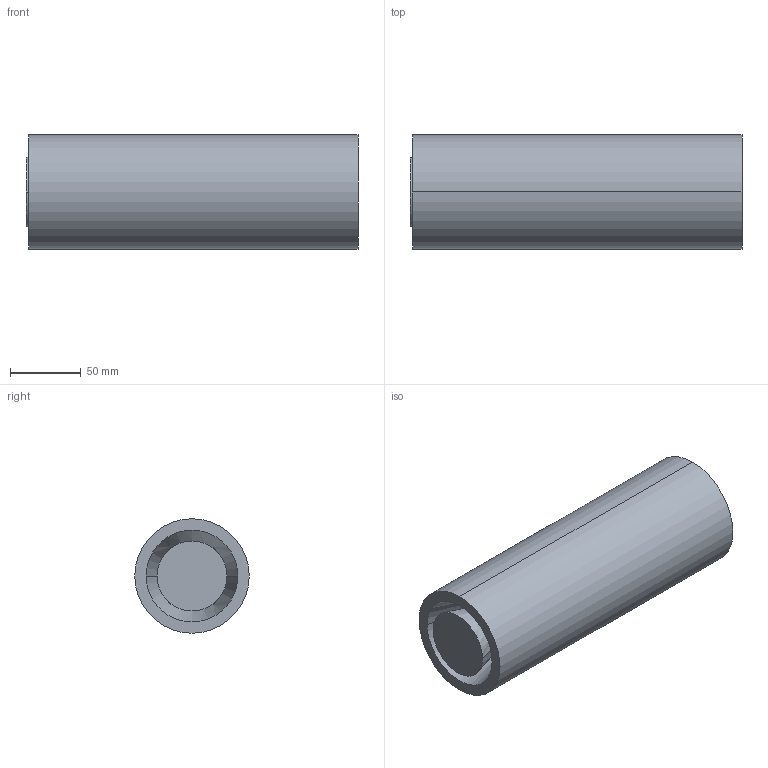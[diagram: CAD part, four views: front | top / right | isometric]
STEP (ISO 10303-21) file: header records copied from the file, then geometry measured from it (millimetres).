
FILE_DESCRIPTION (( 'STEP AP203' ), '1' );
FILE_NAME ('EngineMould_FAC-3.STEP', '2024-07-01T20:34:23', ( '' ), ( '' ), 'SwSTEP 2.0', 'SolidWorks 2023', '' );
FILE_SCHEMA (( 'CONFIG_CONTROL_DESIGN' ));
Length unit declared in the file: millimetre
Products named in the file (1): EngineMould_FAC-3
Bounding box: 234.26 x 80.77 x 80.77 mm (x, y, z)
Volume: 837336.1 mm3; surface area: 154415.7 mm2
Topology: 1 solids, 1 shells, 26 faces, 54 edges, 32 vertices
Faces by surface type: torus 8, cylinder 6, bspline 4, cone 4, plane 4
Entity records: 817 total; most frequent: CARTESIAN_POINT 175, DIRECTION 136, ORIENTED_EDGE 108, AXIS2_PLACEMENT_3D 63, EDGE_CURVE 54, CIRCLE 40, VERTEX_POINT 32, EDGE_LOOP 28
